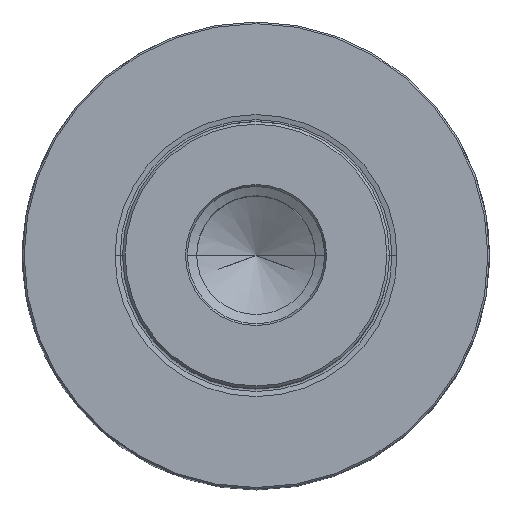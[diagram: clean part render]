
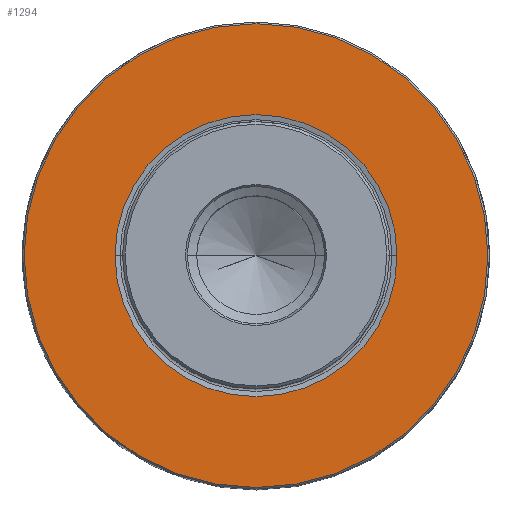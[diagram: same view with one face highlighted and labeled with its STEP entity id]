
A CAD part, top view. The second image highlights one B-rep face of the part: STEP entity #1294.
In plain terms, the highlighted planar face has unit normal (0, 0, 1).
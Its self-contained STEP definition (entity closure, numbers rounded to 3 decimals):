
#850=EDGE_CURVE('NONE',#1210,#1994,#2474,.T.);
#1194=EDGE_CURVE('NONE',#1420,#1302,#2854,.T.);
#1210=VERTEX_POINT('NONE',#2873);
#1294=ADVANCED_FACE('NONE',(#2967,#2968),#2969,.T.);
#1302=VERTEX_POINT('NONE',#2979);
#1420=VERTEX_POINT('NONE',#3113);
#1664=EDGE_CURVE('NONE',#1994,#1210,#3381,.T.);
#1756=EDGE_CURVE('NONE',#1302,#1420,#3487,.T.);
#1994=VERTEX_POINT('NONE',#3747);
#2474=CIRCLE('',#4264,31.275);
#2854=CIRCLE('',#4995,19.012);
#2873=CARTESIAN_POINT('',(31.275,0.,0.0));
#2967=FACE_OUTER_BOUND('',#5175,.T.);
#2968=FACE_BOUND('',#5176,.T.);
#2969=PLANE('',#5177);
#2979=CARTESIAN_POINT('',(19.012,0.,0.0));
#3113=CARTESIAN_POINT('',(-19.012,0.,0.0));
#3381=CIRCLE('',#5955,31.275);
#3487=CIRCLE('',#6253,19.012);
#3747=CARTESIAN_POINT('',(-31.275,0.,0.0));
#4264=AXIS2_PLACEMENT_3D('',#7834,#7835,#7836);
#4995=AXIS2_PLACEMENT_3D('',#8270,#8271,#8272);
#5175=EDGE_LOOP('',(#8418,#8419));
#5176=EDGE_LOOP('',(#8420,#8421));
#5177=AXIS2_PLACEMENT_3D('',#8422,#8423,#8424);
#5955=AXIS2_PLACEMENT_3D('',#8914,#8915,#8916);
#6253=AXIS2_PLACEMENT_3D('',#9069,#9070,#9071);
#7834=CARTESIAN_POINT('',(0.0,0.0,0.0));
#7835=DIRECTION('',(0.0,0.0,-1.0));
#7836=DIRECTION('',(0.0,1.0,0.0));
#8270=CARTESIAN_POINT('',(0.0,0.0,0.0));
#8271=DIRECTION('',(0.0,-0.0,1.0));
#8272=DIRECTION('',(0.0,1.0,0.0));
#8418=ORIENTED_EDGE('',*,*,#1664,.F.);
#8419=ORIENTED_EDGE('',*,*,#850,.F.);
#8420=ORIENTED_EDGE('',*,*,#1756,.F.);
#8421=ORIENTED_EDGE('',*,*,#1194,.F.);
#8422=CARTESIAN_POINT('',(-18.0,0.0,0.0));
#8423=DIRECTION('',(0.0,-0.0,1.0));
#8424=DIRECTION('',(0.0,1.0,0.0));
#8914=CARTESIAN_POINT('',(0.0,0.0,0.0));
#8915=DIRECTION('',(0.0,0.0,-1.0));
#8916=DIRECTION('',(0.0,1.0,0.0));
#9069=CARTESIAN_POINT('',(0.0,0.0,0.0));
#9070=DIRECTION('',(0.0,-0.0,1.0));
#9071=DIRECTION('',(0.0,1.0,0.0));
